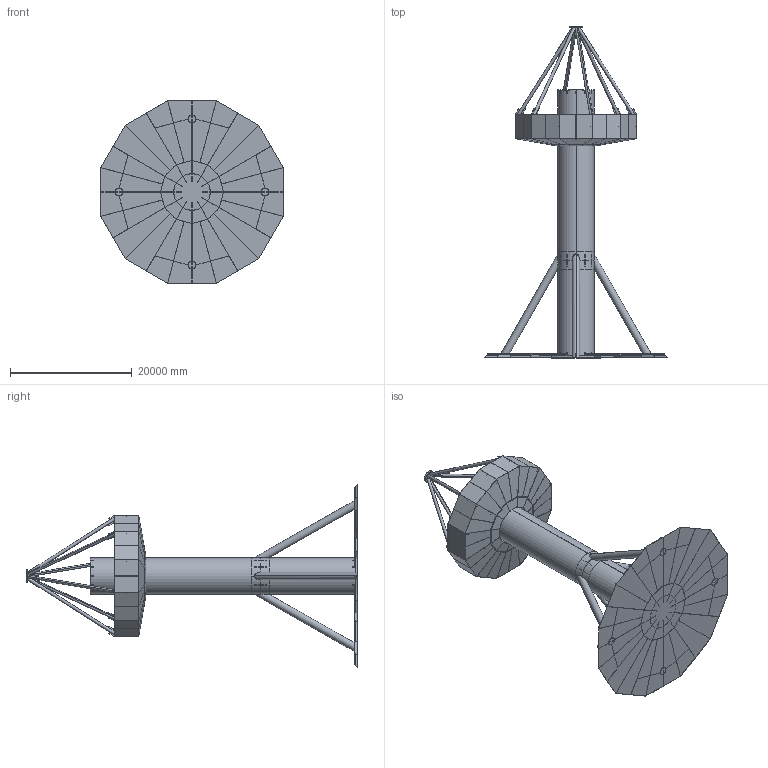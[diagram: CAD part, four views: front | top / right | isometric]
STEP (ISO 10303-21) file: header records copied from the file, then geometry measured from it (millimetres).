
FILE_DESCRIPTION (( 'STEP AP203' ), '1' );
FILE_NAME ('RM3 Assembly.STEP', '2021-09-09T18:52:21', ( '' ), ( '' ), 'SwSTEP 2.0', 'SolidWorks 2021', '' );
FILE_SCHEMA (( 'CONFIG_CONTROL_DESIGN' ));
Length unit declared in the file: millimetre
Products named in the file (4): Vertical Column 6m; Surface Float 20m; Dampener 30 m diameter v2; RM3 Assembly
Assembly tree (3 placements, depth 2):
  RM3 Assembly
    Vertical Column 6m
    Surface Float 20m
    Dampener 30 m diameter v2
Bounding box: 30003.29 x 54549.41 x 30003.29 mm (x, y, z)
Volume: 76999451442.7 mm3; surface area: 8545866687.4 mm2
Topology: 16 solids, 33 shells, 1852 faces, 5194 edges, 3406 vertices
Faces by surface type: plane 1742, cylinder 102, bspline 8
Entity records: 61474 total; most frequent: CARTESIAN_POINT 14041, ORIENTED_EDGE 10388, DIRECTION 8848, EDGE_CURVE 5194, VECTOR 4664, LINE 4664, VERTEX_POINT 3406, AXIS2_PLACEMENT_3D 2092
